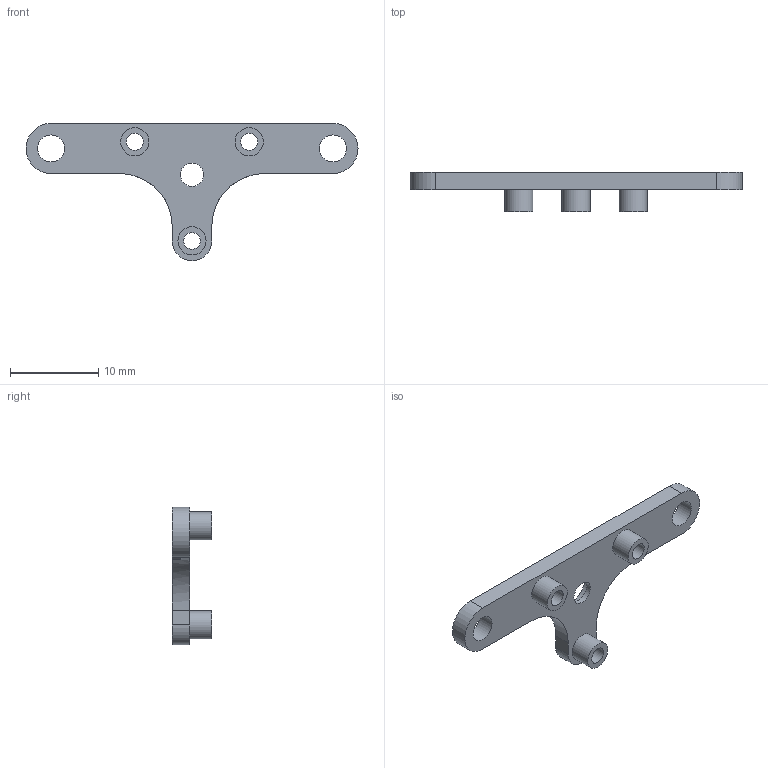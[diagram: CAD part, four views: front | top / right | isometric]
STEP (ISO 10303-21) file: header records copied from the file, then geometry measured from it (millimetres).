
FILE_DESCRIPTION(/* description */ (''),/* implementation_level */ '2;1');
FILE_NAME(/* name */ 'Metal parts_Print head adapter.step',/* time_stamp */ '2024-06-06T02:23:01+10:00',/* author */ (''),/* organization */ (''),/* preprocessor_version */ 'ST-DEVELOPER v20',/* originating_system */ 'Autodesk Translation Framework v13.14.0.145',/* authorisation */ '');
FILE_SCHEMA (('AUTOMOTIVE_DESIGN { 1 0 10303 214 3 1 1 }'));
Length unit declared in the file: millimetre
Products named in the file (3): Metal parts_Print head; main; std6 adapter proper
Assembly tree (2 placements, depth 3):
  Metal parts_Print head
    main
      std6 adapter proper
Bounding box: 37.7 x 4.5 x 15.6 mm (x, y, z)
Volume: 484.8 mm3; surface area: 886.3 mm2
Topology: 1 solids, 1 shells, 36 faces, 90 edges, 60 vertices
Faces by surface type: cylinder 21, plane 15
Full cylindrical faces by diameter (mm): 1.9 x3, 2.65 x1, 3.05 x2, 3.2 x3, 5.05 x1
Entity records: 1202 total; most frequent: DIRECTION 216, CARTESIAN_POINT 191, ORIENTED_EDGE 180, EDGE_CURVE 90, AXIS2_PLACEMENT_3D 85, VERTEX_POINT 60, EDGE_LOOP 52, LINE 46
